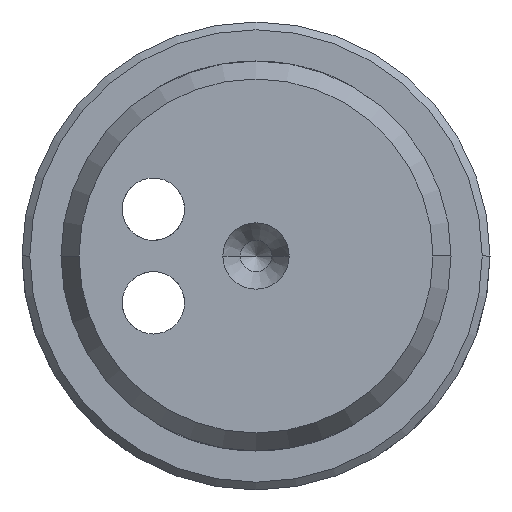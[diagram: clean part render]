
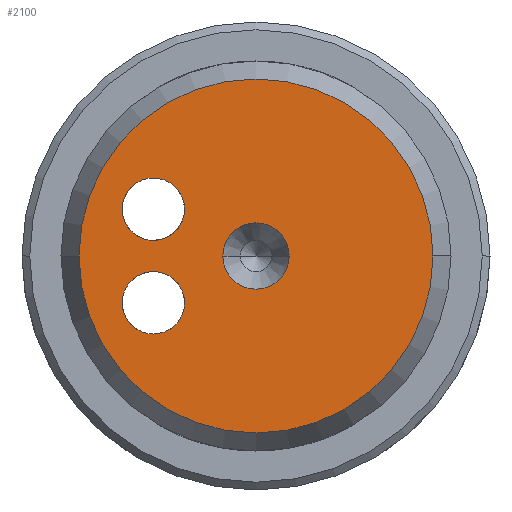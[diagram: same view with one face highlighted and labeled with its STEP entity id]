
A CAD part, left-side view. The second image highlights one B-rep face of the part: STEP entity #2100.
In plain terms, the highlighted planar face has unit normal (-1, 0, 0).
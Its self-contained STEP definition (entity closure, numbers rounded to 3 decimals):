
#133 = CARTESIAN_POINT ( 'NONE',  ( -149., 11.345, 0. ) ) ;
#155 = CARTESIAN_POINT ( 'NONE',  ( -149., 0., 0. ) ) ;
#239 = CARTESIAN_POINT ( 'NONE',  ( -149., 12.5, 0. ) ) ;
#296 = CARTESIAN_POINT ( 'NONE',  ( -149., 6.578, -1. ) ) ;
#415 = CARTESIAN_POINT ( 'NONE',  ( -149., 6.578, -5. ) ) ;
#507 = FACE_OUTER_BOUND ( 'NONE', #3511, .T. ) ;
#518 = CARTESIAN_POINT ( 'NONE',  ( -149., 0., 0. ) ) ;
#536 = EDGE_CURVE ( 'NONE', #1124, #559, #1466, .T. ) ;
#539 = EDGE_CURVE ( 'NONE', #1149, #648, #624, .T. ) ;
#559 = VERTEX_POINT ( 'NONE', #1981 ) ;
#619 = AXIS2_PLACEMENT_3D ( 'NONE', #518, #1677, #2831 ) ;
#624 = CIRCLE ( 'NONE', #619, 2.125 ) ;
#648 = VERTEX_POINT ( 'NONE', #2036 ) ;
#661 = DIRECTION ( 'NONE',  ( -1., 0., 0. ) ) ;
#666 = CARTESIAN_POINT ( 'NONE',  ( -149., 6.578, -3. ) ) ;
#678 = DIRECTION ( 'NONE',  ( 1., 0., 0. ) ) ;
#682 = ORIENTED_EDGE ( 'NONE', *, *, #836, .T. ) ;
#716 = CARTESIAN_POINT ( 'NONE',  ( -149., 6.578, -3. ) ) ;
#771 = EDGE_CURVE ( 'NONE', #648, #1149, #2548, .T. ) ;
#777 = ORIENTED_EDGE ( 'NONE', *, *, #771, .T. ) ;
#799 = CARTESIAN_POINT ( 'NONE',  ( -149., 6.578, 3. ) ) ;
#836 = EDGE_CURVE ( 'NONE', #2806, #1219, #2152, .T. ) ;
#969 = DIRECTION ( 'NONE',  ( 0., 1., 0. ) ) ;
#1124 = VERTEX_POINT ( 'NONE', #2088 ) ;
#1149 = VERTEX_POINT ( 'NONE', #3235 ) ;
#1219 = VERTEX_POINT ( 'NONE', #3324 ) ;
#1231 = ORIENTED_EDGE ( 'NONE', *, *, #3580, .T. ) ;
#1239 = AXIS2_PLACEMENT_3D ( 'NONE', #716, #1869, #3025 ) ;
#1281 = AXIS2_PLACEMENT_3D ( 'NONE', #155, #1293, #2457 ) ;
#1293 = DIRECTION ( 'NONE',  ( -1., 0., 0. ) ) ;
#1357 = AXIS2_PLACEMENT_3D ( 'NONE', #2417, #3522, #969 ) ;
#1364 = CIRCLE ( 'NONE', #1239, 2. ) ;
#1376 = DIRECTION ( 'NONE',  ( 1., 0., 0. ) ) ;
#1464 = AXIS2_PLACEMENT_3D ( 'NONE', #799, #1963, #3103 ) ;
#1466 = CIRCLE ( 'NONE', #1464, 2. ) ;
#1517 = ORIENTED_EDGE ( 'NONE', *, *, #539, .T. ) ;
#1550 = EDGE_CURVE ( 'NONE', #1219, #2806, #2805, .T. ) ;
#1574 = ORIENTED_EDGE ( 'NONE', *, *, #1550, .T. ) ;
#1662 = FACE_BOUND ( 'NONE', #3296, .T. ) ;
#1677 = DIRECTION ( 'NONE',  ( 1., 0., 0. ) ) ;
#1814 = DIRECTION ( 'NONE',  ( 0., 1., 0. ) ) ;
#1818 = DIRECTION ( 'NONE',  ( 1., 0., 0. ) ) ;
#1835 = DIRECTION ( 'NONE',  ( 0., 0., -1. ) ) ;
#1869 = DIRECTION ( 'NONE',  ( 1., 0., 0. ) ) ;
#1944 = FACE_BOUND ( 'NONE', #3028, .T. ) ;
#1963 = DIRECTION ( 'NONE',  ( 1., 0., 0. ) ) ;
#1981 = CARTESIAN_POINT ( 'NONE',  ( -149., 6.578, 5. ) ) ;
#2036 = CARTESIAN_POINT ( 'NONE',  ( -149., 2.125, 0. ) ) ;
#2039 = ORIENTED_EDGE ( 'NONE', *, *, #3150, .T. ) ;
#2088 = CARTESIAN_POINT ( 'NONE',  ( -149., 6.578, 1. ) ) ;
#2100 = ADVANCED_FACE ( 'NONE', ( #1944, #3091, #507, #1662 ), #2820, .F. ) ;
#2152 = CIRCLE ( 'NONE', #1281, 11.345 ) ;
#2204 = AXIS2_PLACEMENT_3D ( 'NONE', #666, #1818, #2974 ) ;
#2207 = CIRCLE ( 'NONE', #2204, 2. ) ;
#2417 = CARTESIAN_POINT ( 'NONE',  ( -149., 0., 0. ) ) ;
#2457 = DIRECTION ( 'NONE',  ( 0., 1., 0. ) ) ;
#2458 = VERTEX_POINT ( 'NONE', #415 ) ;
#2533 = DIRECTION ( 'NONE',  ( 0., 1., 0. ) ) ;
#2548 = CIRCLE ( 'NONE', #1357, 2.125 ) ;
#2696 = AXIS2_PLACEMENT_3D ( 'NONE', #3249, #678, #1835 ) ;
#2756 = CIRCLE ( 'NONE', #2696, 2. ) ;
#2801 = AXIS2_PLACEMENT_3D ( 'NONE', #3234, #661, #1814 ) ;
#2805 = CIRCLE ( 'NONE', #2801, 11.345 ) ;
#2806 = VERTEX_POINT ( 'NONE', #133 ) ;
#2820 = PLANE ( 'NONE',  #3099 ) ;
#2831 = DIRECTION ( 'NONE',  ( 0., 1., 0. ) ) ;
#2927 = EDGE_LOOP ( 'NONE', ( #3205, #2039 ) ) ;
#2974 = DIRECTION ( 'NONE',  ( 0., 0., -1. ) ) ;
#3025 = DIRECTION ( 'NONE',  ( 0., 0., -1. ) ) ;
#3028 = EDGE_LOOP ( 'NONE', ( #3065, #1231 ) ) ;
#3065 = ORIENTED_EDGE ( 'NONE', *, *, #536, .T. ) ;
#3091 = FACE_BOUND ( 'NONE', #2927, .T. ) ;
#3099 = AXIS2_PLACEMENT_3D ( 'NONE', #239, #1376, #2533 ) ;
#3103 = DIRECTION ( 'NONE',  ( 0., 0., -1. ) ) ;
#3150 = EDGE_CURVE ( 'NONE', #3441, #2458, #2207, .T. ) ;
#3205 = ORIENTED_EDGE ( 'NONE', *, *, #3636, .T. ) ;
#3234 = CARTESIAN_POINT ( 'NONE',  ( -149., 0., 0. ) ) ;
#3235 = CARTESIAN_POINT ( 'NONE',  ( -149., -2.125, 0. ) ) ;
#3249 = CARTESIAN_POINT ( 'NONE',  ( -149., 6.578, 3. ) ) ;
#3296 = EDGE_LOOP ( 'NONE', ( #1517, #777 ) ) ;
#3324 = CARTESIAN_POINT ( 'NONE',  ( -149., -11.345, 0. ) ) ;
#3441 = VERTEX_POINT ( 'NONE', #296 ) ;
#3511 = EDGE_LOOP ( 'NONE', ( #682, #1574 ) ) ;
#3522 = DIRECTION ( 'NONE',  ( 1., 0., 0. ) ) ;
#3580 = EDGE_CURVE ( 'NONE', #559, #1124, #2756, .T. ) ;
#3636 = EDGE_CURVE ( 'NONE', #2458, #3441, #1364, .T. ) ;
